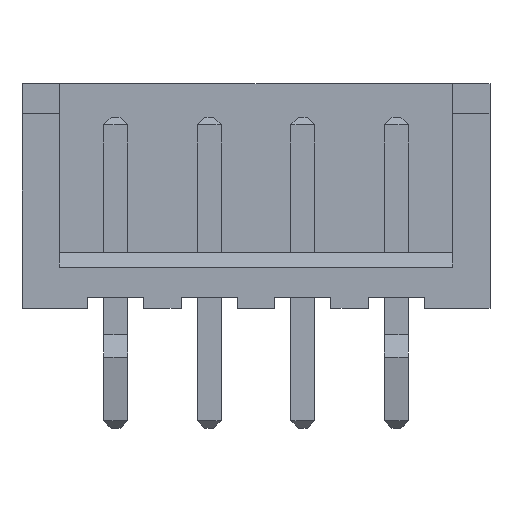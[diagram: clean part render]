
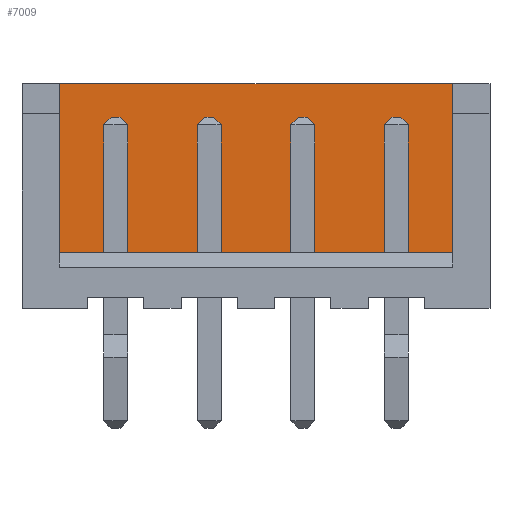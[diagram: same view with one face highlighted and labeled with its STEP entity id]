
A CAD part, front view. The second image highlights one B-rep face of the part: STEP entity #7009.
In plain terms, the highlighted planar face has unit normal (0, -1, 0).
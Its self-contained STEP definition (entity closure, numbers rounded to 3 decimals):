
#2568 = PLANE('',#2569);
#2569 = AXIS2_PLACEMENT_3D('',#2570,#2571,#2572);
#2570 = CARTESIAN_POINT('',(9.,-0.6,1.5));
#2571 = DIRECTION('',(0.,0.,-1.));
#2572 = DIRECTION('',(-1.,0.,0.));
#2624 = PLANE('',#2625);
#2625 = AXIS2_PLACEMENT_3D('',#2626,#2627,#2628);
#2626 = CARTESIAN_POINT('',(-2.5,-2.2,6.));
#2627 = DIRECTION('',(0.,0.,-1.));
#2628 = DIRECTION('',(-1.,0.,0.));
#4736 = VERTEX_POINT('',#4737);
#4737 = CARTESIAN_POINT('',(9.55,1.15,6.));
#4751 = PLANE('',#4752);
#4752 = AXIS2_PLACEMENT_3D('',#4753,#4754,#4755);
#4753 = CARTESIAN_POINT('',(9.55,0.65,6.));
#4754 = DIRECTION('',(1.,0.,0.));
#4755 = DIRECTION('',(0.,1.,0.));
#4763 = EDGE_CURVE('',#4736,#4764,#4766,.T.);
#4764 = VERTEX_POINT('',#4765);
#4765 = CARTESIAN_POINT('',(-2.05,1.15,6.));
#4766 = SURFACE_CURVE('',#4767,(#4771,#4778),.PCURVE_S1.);
#4767 = LINE('',#4768,#4769);
#4768 = CARTESIAN_POINT('',(9.55,1.15,6.));
#4769 = VECTOR('',#4770,1.);
#4770 = DIRECTION('',(-1.,0.,0.));
#4771 = PCURVE('',#2624,#4772);
#4772 = DEFINITIONAL_REPRESENTATION('',(#4773),#4777);
#4773 = LINE('',#4774,#4775);
#4774 = CARTESIAN_POINT('',(-12.05,3.35));
#4775 = VECTOR('',#4776,1.);
#4776 = DIRECTION('',(1.,0.));
#4777 = ( GEOMETRIC_REPRESENTATION_CONTEXT(2)
PARAMETRIC_REPRESENTATION_CONTEXT() REPRESENTATION_CONTEXT('2D SPACE',''
) );
#4778 = PCURVE('',#4779,#4784);
#4779 = PLANE('',#4780);
#4780 = AXIS2_PLACEMENT_3D('',#4781,#4782,#4783);
#4781 = CARTESIAN_POINT('',(9.55,1.15,6.));
#4782 = DIRECTION('',(0.,1.,0.));
#4783 = DIRECTION('',(-1.,0.,0.));
#4784 = DEFINITIONAL_REPRESENTATION('',(#4785),#4789);
#4785 = LINE('',#4786,#4787);
#4786 = CARTESIAN_POINT('',(0.,0.));
#4787 = VECTOR('',#4788,1.);
#4788 = DIRECTION('',(1.,0.));
#4789 = ( GEOMETRIC_REPRESENTATION_CONTEXT(2)
PARAMETRIC_REPRESENTATION_CONTEXT() REPRESENTATION_CONTEXT('2D SPACE',''
) );
#4807 = PLANE('',#4808);
#4808 = AXIS2_PLACEMENT_3D('',#4809,#4810,#4811);
#4809 = CARTESIAN_POINT('',(-2.05,1.15,6.));
#4810 = DIRECTION('',(-1.,0.,0.));
#4811 = DIRECTION('',(0.,-1.,0.));
#5059 = VERTEX_POINT('',#5060);
#5060 = CARTESIAN_POINT('',(-2.05,1.15,1.5));
#5081 = EDGE_CURVE('',#5082,#5059,#5084,.T.);
#5082 = VERTEX_POINT('',#5083);
#5083 = CARTESIAN_POINT('',(9.55,1.15,1.5));
#5084 = SURFACE_CURVE('',#5085,(#5089,#5096),.PCURVE_S1.);
#5085 = LINE('',#5086,#5087);
#5086 = CARTESIAN_POINT('',(9.55,1.15,1.5));
#5087 = VECTOR('',#5088,1.);
#5088 = DIRECTION('',(-1.,0.,0.));
#5089 = PCURVE('',#2568,#5090);
#5090 = DEFINITIONAL_REPRESENTATION('',(#5091),#5095);
#5091 = LINE('',#5092,#5093);
#5092 = CARTESIAN_POINT('',(-0.55,1.75));
#5093 = VECTOR('',#5094,1.);
#5094 = DIRECTION('',(1.,0.));
#5095 = ( GEOMETRIC_REPRESENTATION_CONTEXT(2)
PARAMETRIC_REPRESENTATION_CONTEXT() REPRESENTATION_CONTEXT('2D SPACE',''
) );
#5096 = PCURVE('',#4779,#5097);
#5097 = DEFINITIONAL_REPRESENTATION('',(#5098),#5102);
#5098 = LINE('',#5099,#5100);
#5099 = CARTESIAN_POINT('',(0.,-4.5));
#5100 = VECTOR('',#5101,1.);
#5101 = DIRECTION('',(1.,0.));
#5102 = ( GEOMETRIC_REPRESENTATION_CONTEXT(2)
PARAMETRIC_REPRESENTATION_CONTEXT() REPRESENTATION_CONTEXT('2D SPACE',''
) );
#6986 = EDGE_CURVE('',#4764,#5059,#6987,.T.);
#6987 = SURFACE_CURVE('',#6988,(#6992,#6999),.PCURVE_S1.);
#6988 = LINE('',#6989,#6990);
#6989 = CARTESIAN_POINT('',(-2.05,1.15,6.));
#6990 = VECTOR('',#6991,1.);
#6991 = DIRECTION('',(0.,0.,-1.));
#6992 = PCURVE('',#4807,#6993);
#6993 = DEFINITIONAL_REPRESENTATION('',(#6994),#6998);
#6994 = LINE('',#6995,#6996);
#6995 = CARTESIAN_POINT('',(0.,0.));
#6996 = VECTOR('',#6997,1.);
#6997 = DIRECTION('',(0.,-1.));
#6998 = ( GEOMETRIC_REPRESENTATION_CONTEXT(2)
PARAMETRIC_REPRESENTATION_CONTEXT() REPRESENTATION_CONTEXT('2D SPACE',''
) );
#6999 = PCURVE('',#4779,#7000);
#7000 = DEFINITIONAL_REPRESENTATION('',(#7001),#7005);
#7001 = LINE('',#7002,#7003);
#7002 = CARTESIAN_POINT('',(11.6,0.));
#7003 = VECTOR('',#7004,1.);
#7004 = DIRECTION('',(0.,-1.));
#7005 = ( GEOMETRIC_REPRESENTATION_CONTEXT(2)
PARAMETRIC_REPRESENTATION_CONTEXT() REPRESENTATION_CONTEXT('2D SPACE',''
) );
#7009 = ADVANCED_FACE('',(#7010),#4779,.F.);
#7010 = FACE_BOUND('',#7011,.F.);
#7011 = EDGE_LOOP('',(#7012,#7033,#7034,#7035));
#7012 = ORIENTED_EDGE('',*,*,#7013,.T.);
#7013 = EDGE_CURVE('',#4736,#5082,#7014,.T.);
#7014 = SURFACE_CURVE('',#7015,(#7019,#7026),.PCURVE_S1.);
#7015 = LINE('',#7016,#7017);
#7016 = CARTESIAN_POINT('',(9.55,1.15,6.));
#7017 = VECTOR('',#7018,1.);
#7018 = DIRECTION('',(0.,0.,-1.));
#7019 = PCURVE('',#4779,#7020);
#7020 = DEFINITIONAL_REPRESENTATION('',(#7021),#7025);
#7021 = LINE('',#7022,#7023);
#7022 = CARTESIAN_POINT('',(0.,0.));
#7023 = VECTOR('',#7024,1.);
#7024 = DIRECTION('',(0.,-1.));
#7025 = ( GEOMETRIC_REPRESENTATION_CONTEXT(2)
PARAMETRIC_REPRESENTATION_CONTEXT() REPRESENTATION_CONTEXT('2D SPACE',''
) );
#7026 = PCURVE('',#4751,#7027);
#7027 = DEFINITIONAL_REPRESENTATION('',(#7028),#7032);
#7028 = LINE('',#7029,#7030);
#7029 = CARTESIAN_POINT('',(0.5,0.));
#7030 = VECTOR('',#7031,1.);
#7031 = DIRECTION('',(0.,-1.));
#7032 = ( GEOMETRIC_REPRESENTATION_CONTEXT(2)
PARAMETRIC_REPRESENTATION_CONTEXT() REPRESENTATION_CONTEXT('2D SPACE',''
) );
#7033 = ORIENTED_EDGE('',*,*,#5081,.T.);
#7034 = ORIENTED_EDGE('',*,*,#6986,.F.);
#7035 = ORIENTED_EDGE('',*,*,#4763,.F.);
